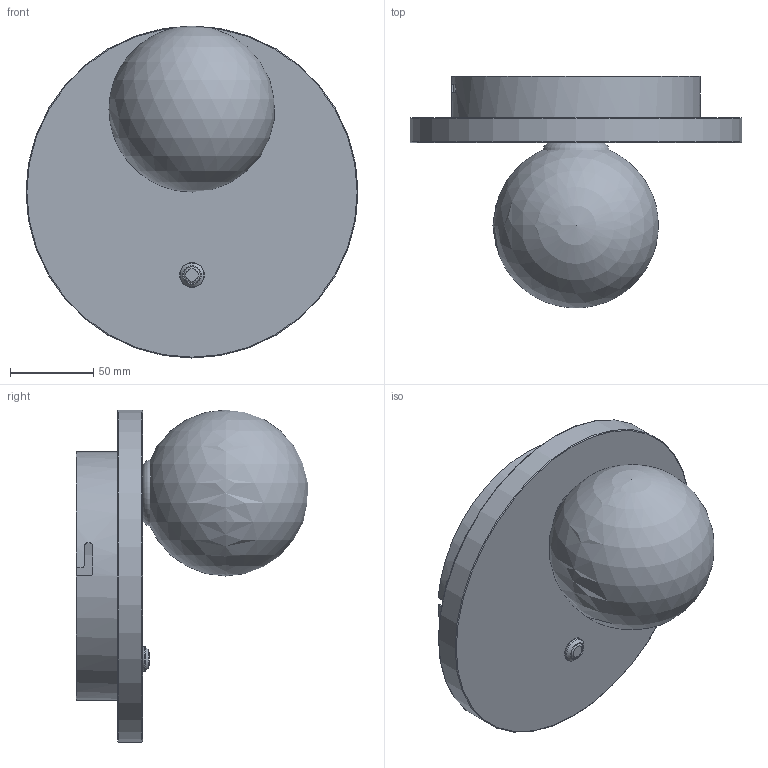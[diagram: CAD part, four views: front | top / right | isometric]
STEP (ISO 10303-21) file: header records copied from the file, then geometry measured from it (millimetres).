
FILE_DESCRIPTION(/* description */ (''),/* implementation_level */ '2;1');
FILE_NAME(/* name */ 'Lando W0426 v2.step',/* time_stamp */ '2025-08-29T09:27:28+02:00',/* author */ (''),/* organization */ (''),/* preprocessor_version */ 'ST-DEVELOPER v20.1',/* originating_system */ 'Autodesk Translation Framework v14.10.0.0',/* authorisation */ '');
FILE_SCHEMA (('AUTOMOTIVE_DESIGN { 1 0 10303 214 3 1 1 }'));
Length unit declared in the file: millimetre
Products named in the file (1): Lando W0426
Bounding box: 200 x 139.64 x 200 mm (x, y, z)
Volume: 1037930.5 mm3; surface area: 178700.3 mm2
Topology: 12 solids, 12 shells, 149 faces, 373 edges, 248 vertices
Faces by surface type: cylinder 75, plane 56, torus 9, bspline 6, cone 2, sphere 1
Full cylindrical faces by diameter (mm): 6 x1, 8.141 x19, 8.526 x2, 9.85 x19, 10 x2, 10.198 x4, 15 x1, 19.37 x1, 20.57 x2, 30 x1, 148 x1, 150 x1, 200 x1
Entity records: 10834 total; most frequent: CARTESIAN_POINT 7435, ORIENTED_EDGE 742, DIRECTION 595, EDGE_CURVE 371, VERTEX_POINT 248, AXIS2_PLACEMENT_3D 220, EDGE_LOOP 161, LINE 155
